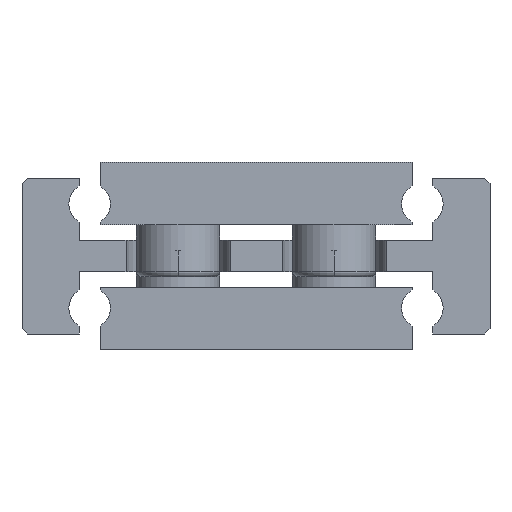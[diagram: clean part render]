
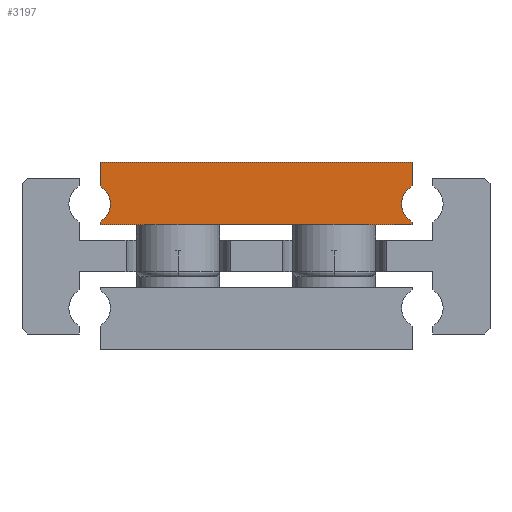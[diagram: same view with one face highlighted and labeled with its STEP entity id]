
A CAD part, front view. The second image highlights one B-rep face of the part: STEP entity #3197.
In plain terms, the highlighted planar face has unit normal (0, -1, 0).
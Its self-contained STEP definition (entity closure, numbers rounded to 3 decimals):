
#166=PLANE('',#3652);
#383=FACE_OUTER_BOUND('',#573,.T.);
#573=EDGE_LOOP('',(#2928,#2929,#2930,#2931,#2932,#2933,#2934,#2935,#2936,
#2937));
#796=LINE('',#5830,#1023);
#797=LINE('',#5833,#1024);
#805=LINE('',#5847,#1032);
#806=LINE('',#5850,#1033);
#808=LINE('',#5853,#1035);
#809=LINE('',#5855,#1036);
#810=LINE('',#5856,#1037);
#811=LINE('',#5857,#1038);
#1023=VECTOR('',#4601,4.536);
#1024=VECTOR('',#4604,0.536);
#1032=VECTOR('',#4616,0.536);
#1033=VECTOR('',#4619,4.536);
#1035=VECTOR('',#4623,60.);
#1036=VECTOR('',#4626,15.);
#1037=VECTOR('',#4627,30.);
#1038=VECTOR('',#4628,15.);
#1226=CIRCLE('',#3573,4.);
#1227=CIRCLE('',#3575,4.);
#1491=VERTEX_POINT('',#5475);
#1503=VERTEX_POINT('',#5518);
#1504=VERTEX_POINT('',#5520);
#1507=VERTEX_POINT('',#5570);
#1508=VERTEX_POINT('',#5571);
#1558=VERTEX_POINT('',#5785);
#1568=VERTEX_POINT('',#5828);
#1569=VERTEX_POINT('',#5832);
#1573=VERTEX_POINT('',#5845);
#1574=VERTEX_POINT('',#5849);
#1930=EDGE_CURVE('',#1504,#1503,#1226,.T.);
#1934=EDGE_CURVE('',#1507,#1508,#1227,.T.);
#2024=EDGE_CURVE('',#1568,#1508,#796,.T.);
#2025=EDGE_CURVE('',#1507,#1569,#797,.T.);
#2033=EDGE_CURVE('',#1573,#1503,#805,.T.);
#2034=EDGE_CURVE('',#1504,#1574,#806,.T.);
#2036=EDGE_CURVE('',#1574,#1568,#808,.T.);
#2037=EDGE_CURVE('',#1491,#1573,#809,.T.);
#2038=EDGE_CURVE('',#1558,#1491,#810,.T.);
#2039=EDGE_CURVE('',#1569,#1558,#811,.T.);
#2928=ORIENTED_EDGE('',*,*,#1934,.T.);
#2929=ORIENTED_EDGE('',*,*,#2024,.F.);
#2930=ORIENTED_EDGE('',*,*,#2036,.F.);
#2931=ORIENTED_EDGE('',*,*,#2034,.F.);
#2932=ORIENTED_EDGE('',*,*,#1930,.T.);
#2933=ORIENTED_EDGE('',*,*,#2033,.F.);
#2934=ORIENTED_EDGE('',*,*,#2037,.F.);
#2935=ORIENTED_EDGE('',*,*,#2038,.F.);
#2936=ORIENTED_EDGE('',*,*,#2039,.F.);
#2937=ORIENTED_EDGE('',*,*,#2025,.F.);
#3197=ADVANCED_FACE('',(#383),#166,.F.);
#3573=AXIS2_PLACEMENT_3D('',#5521,#4415,#4416);
#3575=AXIS2_PLACEMENT_3D('',#5572,#4420,#4421);
#3652=AXIS2_PLACEMENT_3D('',#5854,#4624,#4625);
#4415=DIRECTION('center_axis',(0.,1.,0.));
#4416=DIRECTION('ref_axis',(1.,0.,0.));
#4420=DIRECTION('center_axis',(0.,1.,0.));
#4421=DIRECTION('ref_axis',(1.,0.,0.));
#4601=DIRECTION('',(0.,0.,-1.));
#4604=DIRECTION('',(0.,0.,-1.));
#4616=DIRECTION('',(0.,0.,1.));
#4619=DIRECTION('',(0.,0.,1.));
#4623=DIRECTION('',(1.,0.,0.));
#4624=DIRECTION('center_axis',(0.,1.,0.));
#4625=DIRECTION('ref_axis',(0.,0.,1.));
#4626=DIRECTION('',(-1.,0.,0.));
#4627=DIRECTION('',(-1.,0.,0.));
#4628=DIRECTION('',(-1.,0.,0.));
#5475=CARTESIAN_POINT('',(-15.,-425.,-3.5));
#5518=CARTESIAN_POINT('',(-30.,-425.,-2.964));
#5520=CARTESIAN_POINT('',(-30.,-425.,3.964));
#5521=CARTESIAN_POINT('Origin',(-32.,-425.,0.5));
#5570=CARTESIAN_POINT('',(30.,-425.,-2.964));
#5571=CARTESIAN_POINT('',(30.,-425.,3.964));
#5572=CARTESIAN_POINT('Origin',(32.,-425.,0.5));
#5785=CARTESIAN_POINT('',(15.,-425.,-3.5));
#5828=CARTESIAN_POINT('',(30.,-425.,8.5));
#5830=CARTESIAN_POINT('',(30.,-425.,8.5));
#5832=CARTESIAN_POINT('',(30.,-425.,-3.5));
#5833=CARTESIAN_POINT('',(30.,-425.,-2.964));
#5845=CARTESIAN_POINT('',(-30.,-425.,-3.5));
#5847=CARTESIAN_POINT('',(-30.,-425.,-3.5));
#5849=CARTESIAN_POINT('',(-30.,-425.,8.5));
#5850=CARTESIAN_POINT('',(-30.,-425.,3.964));
#5853=CARTESIAN_POINT('',(-30.,-425.,8.5));
#5854=CARTESIAN_POINT('Origin',(0.,-425.,2.5));
#5855=CARTESIAN_POINT('',(-15.,-425.,-3.5));
#5856=CARTESIAN_POINT('',(15.,-425.,-3.5));
#5857=CARTESIAN_POINT('',(30.,-425.,-3.5));
